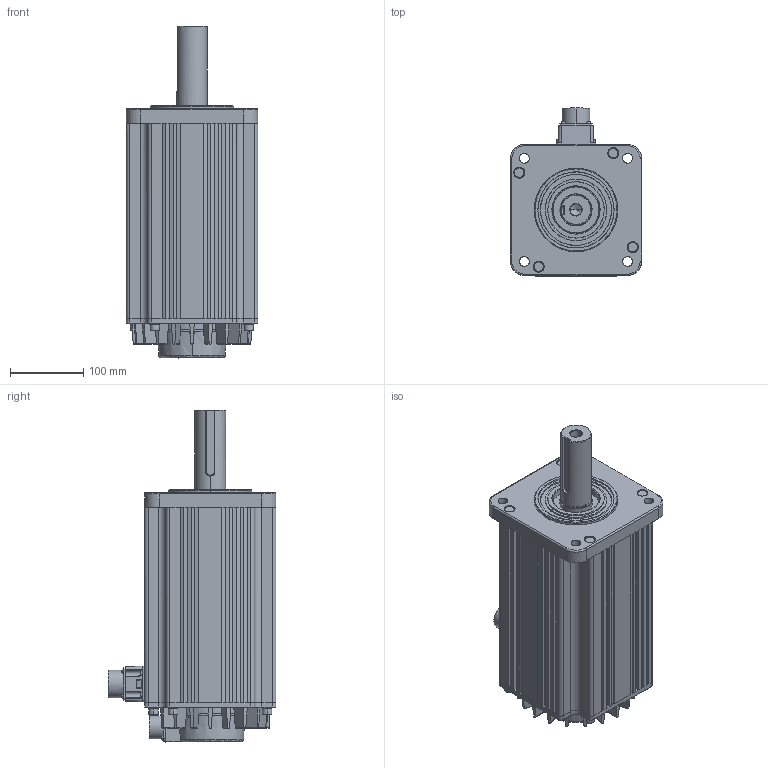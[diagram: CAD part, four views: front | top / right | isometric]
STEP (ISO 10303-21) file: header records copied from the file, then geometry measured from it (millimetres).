
FILE_DESCRIPTION (( 'STEP AP214' ), '1' );
FILE_NAME ('SV2H-475N.STEP', '2022-10-04T17:53:47', ( '' ), ( '' ), 'SwSTEP 2.0', 'SolidWorks 2021', '' );
FILE_SCHEMA (( 'AUTOMOTIVE_DESIGN' ));
Length unit declared in the file: inch
Products named in the file (1): SV2H-475N
Bounding box: 180 x 230.02 x 454.7 mm (x, y, z)
Volume: 9089439.5 mm3; surface area: 425031.4 mm2
Topology: 1 solids, 1 shells, 622 faces, 1513 edges, 961 vertices
Faces by surface type: plane 309, cylinder 209, cone 53, bspline 44, torus 7
Entity records: 33220 total; most frequent: CARTESIAN_POINT 20222, ORIENTED_EDGE 3022, DIRECTION 2031, EDGE_CURVE 1511, VERTEX_POINT 961, EDGE_LOOP 700, VECTOR 695, LINE 695
